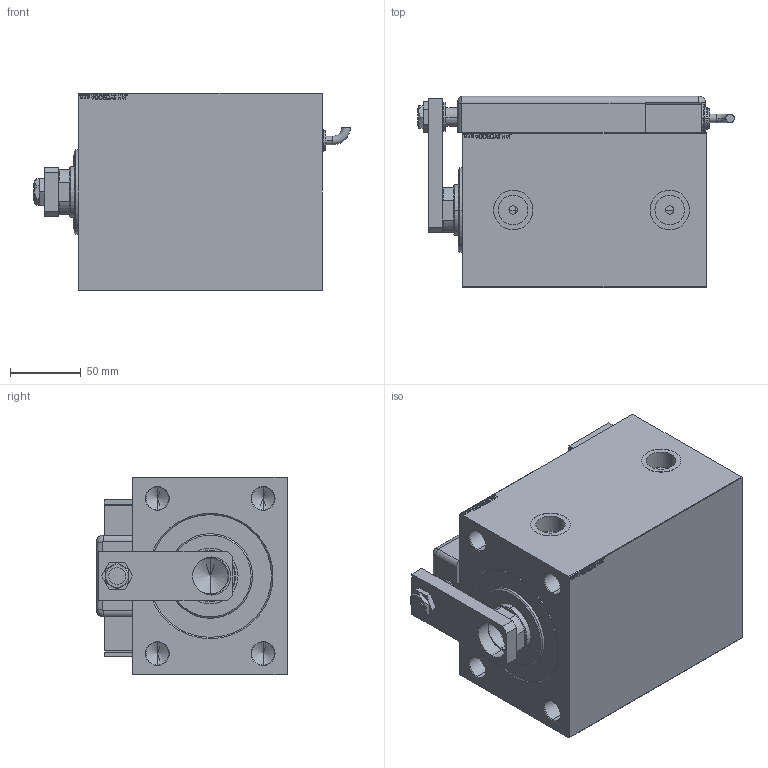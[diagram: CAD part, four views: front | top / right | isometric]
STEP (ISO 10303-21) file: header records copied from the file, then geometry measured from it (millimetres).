
FILE_DESCRIPTION (( 'STEP AP203' ), '1' );
FILE_NAME ('d81e.STEP', '2021-03-18T17:54:15', ( '' ), ( '' ), 'SwSTEP 2.0', 'SolidWorks 2019', '' );
FILE_SCHEMA (( 'CONFIG_CONTROL_DESIGN' ));
Length unit declared in the file: millimetre
Products named in the file (13): MAGNETIC SWITCH Q 991ec696c61ca088c88cea9fbd2b4979; V450CM_B_VCP 991ec696c61ca088c88cea9fbd2b4979; ZARAZKA_Q 991ec696c61ca088c88cea9fbd2b4979; KRYT 991ec696c61ca088c88cea9fbd2b4979; SWITCH_Q_FRONT_BACK 991ec696c61ca088c88cea9fbd2b4979; SWITCH DIM A_G 991ec696c61ca088c88cea9fbd2b4979; V450CM_B 991ec696c61ca088c88cea9fbd2b4979; V450CM_VC_B 991ec696c61ca088c88cea9fbd2b4979; TYC 991ec696c61ca088c88cea9fbd2b4979; NUT_D13 991ec696c61ca088c88cea9fbd2b4979; NUT_D19 991ec696c61ca088c88cea9fbd2b4979; SWITCH Q 991ec696c61ca088c88cea9fbd2b4979; d81e
Assembly tree (13 placements, depth 3):
  d81e
    V450CM_B 991ec696c61ca088c88cea9fbd2b4979
    V450CM_B_VCP 991ec696c61ca088c88cea9fbd2b4979
    V450CM_VC_B 991ec696c61ca088c88cea9fbd2b4979
    MAGNETIC SWITCH Q 991ec696c61ca088c88cea9fbd2b4979
      SWITCH_Q_FRONT_BACK 991ec696c61ca088c88cea9fbd2b4979
      TYC 991ec696c61ca088c88cea9fbd2b4979
      ZARAZKA_Q 991ec696c61ca088c88cea9fbd2b4979
      SWITCH DIM A_G 991ec696c61ca088c88cea9fbd2b4979
      NUT_D19 991ec696c61ca088c88cea9fbd2b4979
      NUT_D13 991ec696c61ca088c88cea9fbd2b4979
      KRYT 991ec696c61ca088c88cea9fbd2b4979
      SWITCH Q 991ec696c61ca088c88cea9fbd2b4979  x2
Bounding box: 224.46 x 135.8 x 140 mm (x, y, z)
Volume: 2460399.1 mm3; surface area: 308580.8 mm2
Topology: 13 solids, 13 shells, 1282 faces, 3252 edges, 2127 vertices
Faces by surface type: plane 612, bspline 471, cylinder 121, cone 54, torus 22, sphere 2
Entity records: 60805 total; most frequent: CARTESIAN_POINT 32483, ORIENTED_EDGE 6276, DIRECTION 4032, EDGE_CURVE 3138, VERTEX_POINT 2067, LINE 1868, VECTOR 1868, EDGE_LOOP 1413
